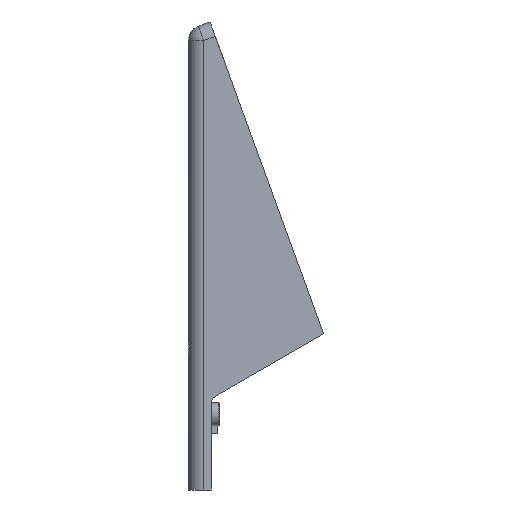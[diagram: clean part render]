
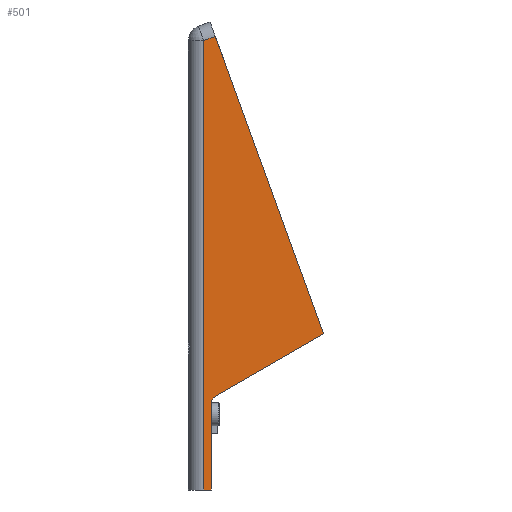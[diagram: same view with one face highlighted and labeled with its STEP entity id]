
A CAD part, left-side view. The second image highlights one B-rep face of the part: STEP entity #501.
In plain terms, the highlighted planar face has unit normal (-1, 0, 0).
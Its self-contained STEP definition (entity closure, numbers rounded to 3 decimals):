
#215=CIRCLE('',#3654,2.);
#337=FACE_OUTER_BOUND('',#1524,.T.);
#501=ADVANCED_FACE('',(#337),#706,.F.);
#706=PLANE('',#3655);
#941=LINE('',#5403,#1232);
#952=LINE('',#5436,#1243);
#961=LINE('',#5460,#1252);
#968=LINE('',#5474,#1259);
#976=LINE('',#5491,#1267);
#977=LINE('',#5493,#1268);
#1232=VECTOR('',#4237,1.);
#1243=VECTOR('',#4268,1.);
#1252=VECTOR('',#4285,1.);
#1259=VECTOR('',#4298,1.);
#1267=VECTOR('',#4314,1.);
#1268=VECTOR('',#4315,1.);
#1524=EDGE_LOOP('',(#2048,#2049,#2050,#2051,#2052,#2053,#2054));
#2048=ORIENTED_EDGE('',*,*,#3296,.T.);
#2049=ORIENTED_EDGE('',*,*,#3297,.T.);
#2050=ORIENTED_EDGE('',*,*,#3251,.T.);
#2051=ORIENTED_EDGE('',*,*,#3280,.T.);
#2052=ORIENTED_EDGE('',*,*,#3298,.T.);
#2053=ORIENTED_EDGE('',*,*,#3287,.T.);
#2054=ORIENTED_EDGE('',*,*,#3268,.T.);
#2894=VERTEX_POINT('',#5402);
#2895=VERTEX_POINT('',#5404);
#2906=VERTEX_POINT('',#5435);
#2907=VERTEX_POINT('',#5437);
#2917=VERTEX_POINT('',#5459);
#2922=VERTEX_POINT('',#5475);
#2927=VERTEX_POINT('',#5492);
#3251=EDGE_CURVE('',#2895,#2894,#941,.T.);
#3268=EDGE_CURVE('',#2907,#2906,#952,.T.);
#3280=EDGE_CURVE('',#2894,#2917,#961,.T.);
#3287=EDGE_CURVE('',#2922,#2907,#968,.T.);
#3296=EDGE_CURVE('',#2906,#2927,#976,.T.);
#3297=EDGE_CURVE('',#2927,#2895,#977,.T.);
#3298=EDGE_CURVE('',#2917,#2922,#215,.T.);
#3654=AXIS2_PLACEMENT_3D('',#5494,#4316,#4317);
#3655=AXIS2_PLACEMENT_3D('',#5495,#4318,#4319);
#4237=DIRECTION('',(0.,-1.,0.));
#4268=DIRECTION('',(0.,0.342,0.94));
#4285=DIRECTION('',(0.,0.,1.));
#4298=DIRECTION('',(0.,-0.866,0.5));
#4314=DIRECTION('',(0.,0.94,-0.342));
#4315=DIRECTION('',(0.,0.,-1.));
#4316=DIRECTION('',(1.,0.,0.));
#4317=DIRECTION('',(0.,0.,-1.));
#4318=DIRECTION('',(1.,0.,0.));
#4319=DIRECTION('',(0.,0.,-1.));
#5402=CARTESIAN_POINT('',(0.,32.638,0.));
#5403=CARTESIAN_POINT('',(0.,36.138,0.));
#5404=CARTESIAN_POINT('',(0.,34.638,0.));
#5435=CARTESIAN_POINT('',(0.,31.632,118.741));
#5436=CARTESIAN_POINT('',(0.,32.145,120.151));
#5437=CARTESIAN_POINT('',(0.,3.3,40.899));
#5459=CARTESIAN_POINT('',(0.,32.638,22.806));
#5460=CARTESIAN_POINT('',(0.,32.638,12.5));
#5474=CARTESIAN_POINT('',(0.,32.638,23.961));
#5475=CARTESIAN_POINT('',(0.,31.638,24.538));
#5491=CARTESIAN_POINT('',(0.,37.27,116.689));
#5492=CARTESIAN_POINT('',(0.,34.638,117.647));
#5493=CARTESIAN_POINT('',(0.,34.638,0.));
#5494=CARTESIAN_POINT('',(0.,30.638,22.806));
#5495=CARTESIAN_POINT('',(0.,0.,0.));
